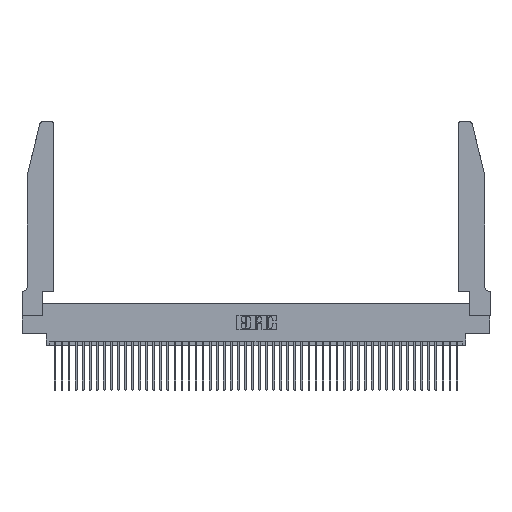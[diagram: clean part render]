
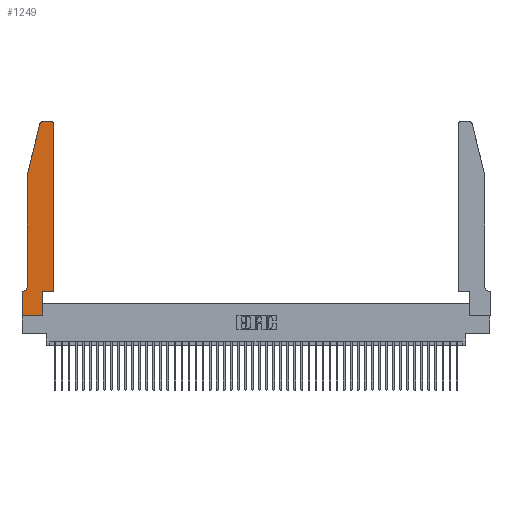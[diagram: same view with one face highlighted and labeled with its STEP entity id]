
A CAD part, top view. The second image highlights one B-rep face of the part: STEP entity #1249.
In plain terms, the highlighted planar face has unit normal (0, 0, 1).
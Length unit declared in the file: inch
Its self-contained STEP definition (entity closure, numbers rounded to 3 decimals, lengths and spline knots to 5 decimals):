
#480 = CIRCLE ( 'NONE', #19613, 0.03 ) ;
#875 = CARTESIAN_POINT ( 'NONE',  ( 0.284, 2.75, 0.37 ) ) ;
#1249 = ADVANCED_FACE ( 'NONE', ( #40464 ), #39868, .T. ) ;
#2111 = VERTEX_POINT ( 'NONE', #41741 ) ;
#2205 = VERTEX_POINT ( 'NONE', #20454 ) ;
#3113 = VECTOR ( 'NONE', #48050, 39.37008 ) ;
#3506 = CARTESIAN_POINT ( 'NONE',  ( 0., 0., 0.37 ) ) ;
#3655 = VECTOR ( 'NONE', #23050, 39.37008 ) ;
#4138 = ORIENTED_EDGE ( 'NONE', *, *, #10019, .T. ) ;
#6047 = LINE ( 'NONE', #23204, #3655 ) ;
#6109 = EDGE_CURVE ( 'NONE', #6737, #29292, #480, .T. ) ;
#6126 = CARTESIAN_POINT ( 'NONE',  ( 0.0755, 0.42, 0.37 ) ) ;
#6411 = VERTEX_POINT ( 'NONE', #28235 ) ;
#6544 = CARTESIAN_POINT ( 'NONE',  ( 0.4505, 0.35, 0.37 ) ) ;
#6737 = VERTEX_POINT ( 'NONE', #39444 ) ;
#7562 = VECTOR ( 'NONE', #38341, 39.37008 ) ;
#8613 = LINE ( 'NONE', #47694, #27331 ) ;
#9965 = VERTEX_POINT ( 'NONE', #3506 ) ;
#10019 = EDGE_CURVE ( 'NONE', #35628, #2205, #37792, .T. ) ;
#10259 = DIRECTION ( 'NONE',  ( 0., 0., 1. ) ) ;
#10294 = DIRECTION ( 'NONE',  ( 1., 0., 0. ) ) ;
#11056 = CIRCLE ( 'NONE', #37485, 0.03 ) ;
#11922 = CARTESIAN_POINT ( 'NONE',  ( 0.4205, 2.72, 0.37 ) ) ;
#13834 = DIRECTION ( 'NONE',  ( 0., 0., -1. ) ) ;
#14131 = LINE ( 'NONE', #6544, #26410 ) ;
#14263 = DIRECTION ( 'NONE',  ( 0., 0., 1. ) ) ;
#14473 = ORIENTED_EDGE ( 'NONE', *, *, #15557, .T. ) ;
#14575 = EDGE_CURVE ( 'NONE', #41298, #37780, #14131, .T. ) ;
#14976 = CARTESIAN_POINT ( 'NONE',  ( 0.0755, 2., 0.37 ) ) ;
#15275 = EDGE_LOOP ( 'NONE', ( #33835, #37844, #4138, #18730, #30789, #17495, #14473, #39010, #16821, #16589, #19355, #44876 ) ) ;
#15343 = CARTESIAN_POINT ( 'NONE',  ( 0.25487, 2.72718, 0.37 ) ) ;
#15557 = EDGE_CURVE ( 'NONE', #2111, #9965, #47113, .T. ) ;
#15669 = DIRECTION ( 'NONE',  ( 1., 0., 0. ) ) ;
#16495 = VECTOR ( 'NONE', #25616, 39.37008 ) ;
#16589 = ORIENTED_EDGE ( 'NONE', *, *, #14575, .T. ) ;
#16821 = ORIENTED_EDGE ( 'NONE', *, *, #28774, .T. ) ;
#17192 = VECTOR ( 'NONE', #28497, 39.37008 ) ;
#17495 = ORIENTED_EDGE ( 'NONE', *, *, #34379, .T. ) ;
#17966 = VECTOR ( 'NONE', #26088, 39.37008 ) ;
#18068 = CARTESIAN_POINT ( 'NONE',  ( 0.2865, 0.35, 0.37 ) ) ;
#18092 = VERTEX_POINT ( 'NONE', #875 ) ;
#18730 = ORIENTED_EDGE ( 'NONE', *, *, #36862, .T. ) ;
#19355 = ORIENTED_EDGE ( 'NONE', *, *, #21591, .T. ) ;
#19613 = AXIS2_PLACEMENT_3D ( 'NONE', #11922, #37968, #15669 ) ;
#19786 = CARTESIAN_POINT ( 'NONE',  ( 0., 0., 0.37 ) ) ;
#19796 = VERTEX_POINT ( 'NONE', #35529 ) ;
#20255 = VECTOR ( 'NONE', #20886, 39.37008 ) ;
#20454 = CARTESIAN_POINT ( 'NONE',  ( 0.0755, 2., 0.37 ) ) ;
#20812 = CARTESIAN_POINT ( 'NONE',  ( 0.4505, 0.35, 0.37 ) ) ;
#20886 = DIRECTION ( 'NONE',  ( 0., 1., 0. ) ) ;
#21591 = EDGE_CURVE ( 'NONE', #37780, #6737, #40015, .T. ) ;
#23050 = DIRECTION ( 'NONE',  ( 0., -1., 0. ) ) ;
#23204 = CARTESIAN_POINT ( 'NONE',  ( 0.0755, 2., 0.37 ) ) ;
#25616 = DIRECTION ( 'NONE',  ( 0., 1., 0. ) ) ;
#26088 = DIRECTION ( 'NONE',  ( -0.239, -0.971, 0. ) ) ;
#26410 = VECTOR ( 'NONE', #10294, 39.37008 ) ;
#26731 = AXIS2_PLACEMENT_3D ( 'NONE', #32631, #10259, #36351 ) ;
#27331 = VECTOR ( 'NONE', #43969, 39.37008 ) ;
#27613 = LINE ( 'NONE', #18068, #16495 ) ;
#27994 = AXIS2_PLACEMENT_3D ( 'NONE', #36165, #13834, #39839 ) ;
#28235 = CARTESIAN_POINT ( 'NONE',  ( 0.0055, 0.35, 0.37 ) ) ;
#28497 = DIRECTION ( 'NONE',  ( 1., 0., 0. ) ) ;
#28774 = EDGE_CURVE ( 'NONE', #19796, #41298, #27613, .T. ) ;
#29292 = VERTEX_POINT ( 'NONE', #46623 ) ;
#29478 = CARTESIAN_POINT ( 'NONE',  ( 0.0755, 0.35, 0.37 ) ) ;
#29989 = CARTESIAN_POINT ( 'NONE',  ( 0.2865, 0.35, 0.37 ) ) ;
#30789 = ORIENTED_EDGE ( 'NONE', *, *, #43712, .T. ) ;
#32631 = CARTESIAN_POINT ( 'NONE',  ( 0., 0.35, 0.37 ) ) ;
#32947 = LINE ( 'NONE', #29478, #3113 ) ;
#33835 = ORIENTED_EDGE ( 'NONE', *, *, #44415, .T. ) ;
#34379 = EDGE_CURVE ( 'NONE', #6411, #2111, #32947, .T. ) ;
#35529 = CARTESIAN_POINT ( 'NONE',  ( 0.2865, 0., 0.37 ) ) ;
#35628 = VERTEX_POINT ( 'NONE', #15343 ) ;
#35733 = CARTESIAN_POINT ( 'NONE',  ( 0.4505, 0.35, 0.37 ) ) ;
#36165 = CARTESIAN_POINT ( 'NONE',  ( 0.0055, 0.42, 0.37 ) ) ;
#36351 = DIRECTION ( 'NONE',  ( 1., 0., 0. ) ) ;
#36580 = CARTESIAN_POINT ( 'NONE',  ( 0.284, 2.72, 0.37 ) ) ;
#36862 = EDGE_CURVE ( 'NONE', #2205, #48146, #6047, .T. ) ;
#37012 = LINE ( 'NONE', #39626, #17192 ) ;
#37485 = AXIS2_PLACEMENT_3D ( 'NONE', #36580, #14263, #40261 ) ;
#37780 = VERTEX_POINT ( 'NONE', #20812 ) ;
#37792 = LINE ( 'NONE', #14976, #17966 ) ;
#37844 = ORIENTED_EDGE ( 'NONE', *, *, #39873, .T. ) ;
#37968 = DIRECTION ( 'NONE',  ( 0., 0., 1. ) ) ;
#38341 = DIRECTION ( 'NONE',  ( 0., -1., 0. ) ) ;
#38970 = CIRCLE ( 'NONE', #27994, 0.07 ) ;
#39010 = ORIENTED_EDGE ( 'NONE', *, *, #47750, .T. ) ;
#39444 = CARTESIAN_POINT ( 'NONE',  ( 0.4505, 2.72, 0.37 ) ) ;
#39626 = CARTESIAN_POINT ( 'NONE',  ( 0., 0., 0.37 ) ) ;
#39839 = DIRECTION ( 'NONE',  ( -1., 0., 0. ) ) ;
#39868 = PLANE ( 'NONE',  #26731 ) ;
#39873 = EDGE_CURVE ( 'NONE', #18092, #35628, #11056, .T. ) ;
#40015 = LINE ( 'NONE', #35733, #20255 ) ;
#40261 = DIRECTION ( 'NONE',  ( 1., 0., 0. ) ) ;
#40464 = FACE_OUTER_BOUND ( 'NONE', #15275, .T. ) ;
#41298 = VERTEX_POINT ( 'NONE', #29989 ) ;
#41741 = CARTESIAN_POINT ( 'NONE',  ( 0., 0.35, 0.37 ) ) ;
#43712 = EDGE_CURVE ( 'NONE', #48146, #6411, #38970, .T. ) ;
#43969 = DIRECTION ( 'NONE',  ( -1., 0., 0. ) ) ;
#44415 = EDGE_CURVE ( 'NONE', #29292, #18092, #8613, .T. ) ;
#44876 = ORIENTED_EDGE ( 'NONE', *, *, #6109, .T. ) ;
#46623 = CARTESIAN_POINT ( 'NONE',  ( 0.4205, 2.75, 0.37 ) ) ;
#47113 = LINE ( 'NONE', #19786, #7562 ) ;
#47694 = CARTESIAN_POINT ( 'NONE',  ( 0.2605, 2.75, 0.37 ) ) ;
#47750 = EDGE_CURVE ( 'NONE', #9965, #19796, #37012, .T. ) ;
#48050 = DIRECTION ( 'NONE',  ( -1., 0., 0. ) ) ;
#48146 = VERTEX_POINT ( 'NONE', #6126 ) ;
